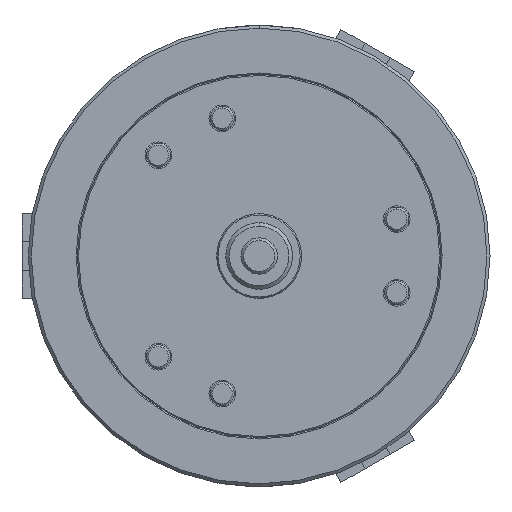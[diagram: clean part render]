
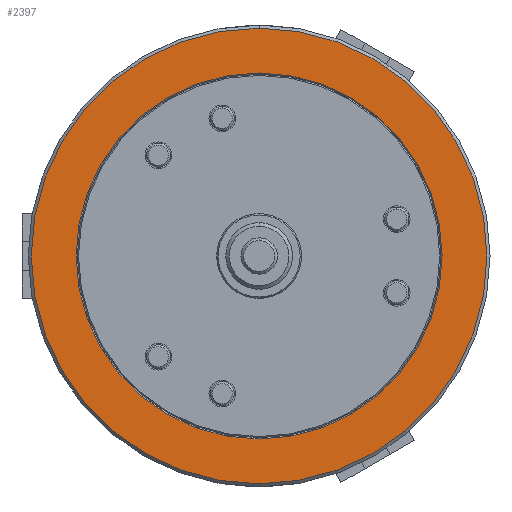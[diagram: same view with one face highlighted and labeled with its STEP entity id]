
A CAD part, left-side view. The second image highlights one B-rep face of the part: STEP entity #2397.
In plain terms, the highlighted planar face has unit normal (-1, 0, 0).
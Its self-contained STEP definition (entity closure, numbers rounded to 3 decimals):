
#259 = CIRCLE ( 'NONE', #1638, 188. ) ;
#287 = EDGE_CURVE ( 'NONE', #3661, #8570, #259, .T. ) ;
#326 = VERTEX_POINT ( 'NONE', #11768 ) ;
#754 = FACE_BOUND ( 'NONE', #1450, .T. ) ;
#1295 = ORIENTED_EDGE ( 'NONE', *, *, #2027, .T. ) ;
#1395 = VERTEX_POINT ( 'NONE', #13368 ) ;
#1422 = FACE_OUTER_BOUND ( 'NONE', #10808, .T. ) ;
#1450 = EDGE_LOOP ( 'NONE', ( #6199, #12952 ) ) ;
#1484 = AXIS2_PLACEMENT_3D ( 'NONE', #6322, #12397, #4668 ) ;
#1608 = AXIS2_PLACEMENT_3D ( 'NONE', #8961, #7433, #6025 ) ;
#1638 = AXIS2_PLACEMENT_3D ( 'NONE', #9957, #8510, #11052 ) ;
#2027 = EDGE_CURVE ( 'NONE', #8570, #3661, #3127, .T. ) ;
#2397 = ADVANCED_FACE ( 'NONE', ( #754, #1422 ), #12415, .F. ) ;
#2756 = CIRCLE ( 'NONE', #1484, 151. ) ;
#3127 = CIRCLE ( 'NONE', #5920, 188. ) ;
#3661 = VERTEX_POINT ( 'NONE', #8757 ) ;
#4403 = ORIENTED_EDGE ( 'NONE', *, *, #287, .T. ) ;
#4668 = DIRECTION ( 'NONE',  ( 0., 0., -1. ) ) ;
#4912 = AXIS2_PLACEMENT_3D ( 'NONE', #6686, #10807, #7601 ) ;
#5920 = AXIS2_PLACEMENT_3D ( 'NONE', #13000, #5938, #10981 ) ;
#5938 = DIRECTION ( 'NONE',  ( -1., 0., 0. ) ) ;
#6025 = DIRECTION ( 'NONE',  ( 0., 0., -1. ) ) ;
#6199 = ORIENTED_EDGE ( 'NONE', *, *, #11626, .T. ) ;
#6322 = CARTESIAN_POINT ( 'NONE',  ( 0., 0., 0. ) ) ;
#6686 = CARTESIAN_POINT ( 'NONE',  ( 0., 0., 0. ) ) ;
#7433 = DIRECTION ( 'NONE',  ( 1., 0., 0. ) ) ;
#7505 = CARTESIAN_POINT ( 'NONE',  ( 0., 0., -188. ) ) ;
#7601 = DIRECTION ( 'NONE',  ( 0., 0., -1. ) ) ;
#8510 = DIRECTION ( 'NONE',  ( -1., 0., 0. ) ) ;
#8570 = VERTEX_POINT ( 'NONE', #7505 ) ;
#8757 = CARTESIAN_POINT ( 'NONE',  ( 0., 0., 188. ) ) ;
#8961 = CARTESIAN_POINT ( 'NONE',  ( 0., 150., 0. ) ) ;
#9342 = CIRCLE ( 'NONE', #4912, 151. ) ;
#9957 = CARTESIAN_POINT ( 'NONE',  ( 0., 0., 0. ) ) ;
#10807 = DIRECTION ( 'NONE',  ( 1., 0., 0. ) ) ;
#10808 = EDGE_LOOP ( 'NONE', ( #1295, #4403 ) ) ;
#10981 = DIRECTION ( 'NONE',  ( 0., 0., -1. ) ) ;
#11052 = DIRECTION ( 'NONE',  ( 0., 0., -1. ) ) ;
#11406 = EDGE_CURVE ( 'NONE', #1395, #326, #9342, .T. ) ;
#11626 = EDGE_CURVE ( 'NONE', #326, #1395, #2756, .T. ) ;
#11768 = CARTESIAN_POINT ( 'NONE',  ( 0., 0., 151. ) ) ;
#12397 = DIRECTION ( 'NONE',  ( 1., 0., 0. ) ) ;
#12415 = PLANE ( 'NONE',  #1608 ) ;
#12952 = ORIENTED_EDGE ( 'NONE', *, *, #11406, .T. ) ;
#13000 = CARTESIAN_POINT ( 'NONE',  ( 0., 0., 0. ) ) ;
#13368 = CARTESIAN_POINT ( 'NONE',  ( 0., 0., -151. ) ) ;
